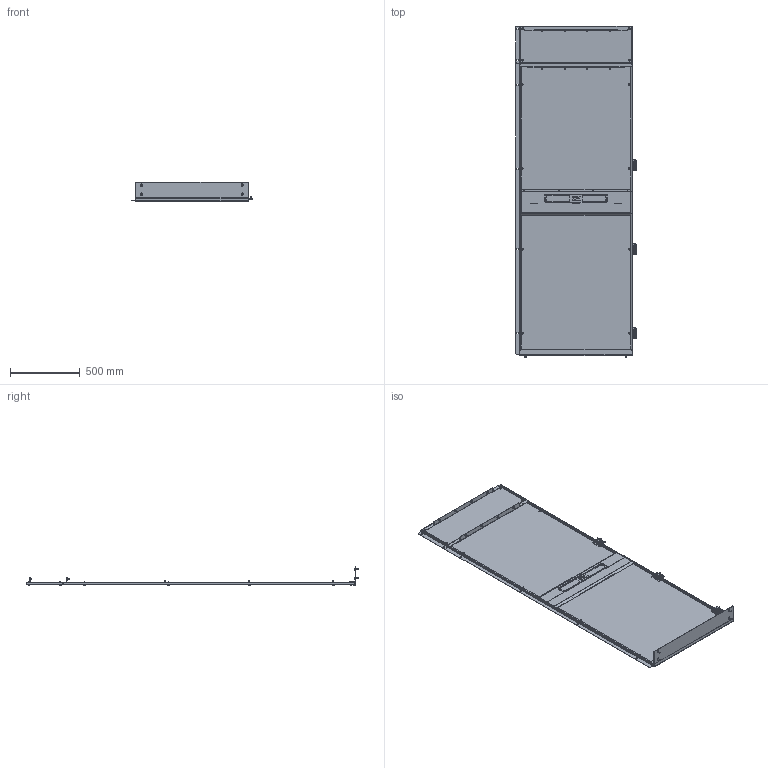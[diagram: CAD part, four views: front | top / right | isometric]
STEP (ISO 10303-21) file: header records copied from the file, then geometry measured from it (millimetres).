
FILE_DESCRIPTION (( 'STEP AP203' ), '1' );
FILE_NAME ('ITK DATAROW Ïàíåëü èçîë. ôð. 48U 800 ñåð..STEP', '2024-12-12T13:16:03', ( '' ), ( '' ), 'SwSTEP 2.0', 'SolidWorks 2022', '' );
FILE_SCHEMA (( 'CONFIG_CONTROL_DESIGN' ));
Length unit declared in the file: millimetre
Products named in the file (20): АГИЕ 282.02.00.002_-01; Копия Лента уплотнительная самоклеющая УПСГ 2х15 мм^АГИЕ 282.02.00.000СБ_-03; ITK DATAROW Панель изол. фр. 48U 800 сер.; АГИЕ 282.02.00.003_-02; АГИЕ 282.02.02.000СБ_-01; Винт полусфера с прессшайбой DIN 967_M6х20; АГИЕ 282.02.00.005; Заклёпка потайная резьбовая_Заклёпка резьбовая М6; АГИЕ 282.02.01.000СБ_-00; АГИЕ 282.05.00.002; Гайка DIN 934_М 6; АГИЕ 282.02.00.002_-00; АГИЕ 282.02.00.003_-00; Болты с шестигранной головкой (повышенной точности) ГОСТ 7805_М8х20; АГИЕ 282.02.00.001_-00; Копия Лента уплотнительная самоклеющая УПСГ 2х15 мм^АГИЕ 282.02.02.000СБ_-02; АГИЕ 282.05.00.003; Копия Резьбовая заклепка потай^АГИЕ 282.02.01.000СБ_М6; АГИЕ 282.02.00.000СБ_-00; АГИЕ 282.02.00.004_-01
Assembly tree (64 placements, depth 4):
  ITK DATAROW Панель изол. фр. 48U 800 сер.
    АГИЕ 282.02.00.000СБ_-00
      АГИЕ 282.02.01.000СБ_-00
        АГИЕ 282.02.00.001_-00
        Копия Резьбовая заклепка потай^АГИЕ 282.02.01.000СБ_М6  x12
      АГИЕ 282.05.00.002
      АГИЕ 282.05.00.003
      Копия Лента уплотнительная самоклеющая УПСГ 2х15 мм^АГИЕ 282.02.00.000СБ_-03  x2
    Болты с шестигранной головкой (повышенной точности) ГОСТ 7805_М8х20  x4
    Винт полусфера с прессшайбой DIN 967_M6х20  x19
    Гайка DIN 934_М 6  x3
    АГИЕ 282.02.00.002_-01
    АГИЕ 282.02.00.002_-00
    АГИЕ 282.02.02.000СБ_-01
      АГИЕ 282.02.00.004_-01
      Заклёпка потайная резьбовая_Заклёпка резьбовая М6  x8
      Копия Лента уплотнительная самоклеющая УПСГ 2х15 мм^АГИЕ 282.02.02.000СБ_-02  x2
    АГИЕ 282.02.00.003_-00
    АГИЕ 282.02.00.003_-02
    АГИЕ 282.02.00.005  x3
Bounding box: 859 x 2371.6 x 136.42 mm (x, y, z)
Volume: 3738130.6 mm3; surface area: 5782585.9 mm2
Topology: 61 solids, 61 shells, 2306 faces, 5670 edges, 3522 vertices
Faces by surface type: plane 1050, cylinder 634, cone 350, torus 138, sphere 96, bspline 38
Entity records: 36240 total; most frequent: CARTESIAN_POINT 6412, DIRECTION 5886, ORIENTED_EDGE 5300, EDGE_CURVE 2650, AXIS2_PLACEMENT_3D 2198, VERTEX_POINT 1626, VECTOR 1490, LINE 1490
